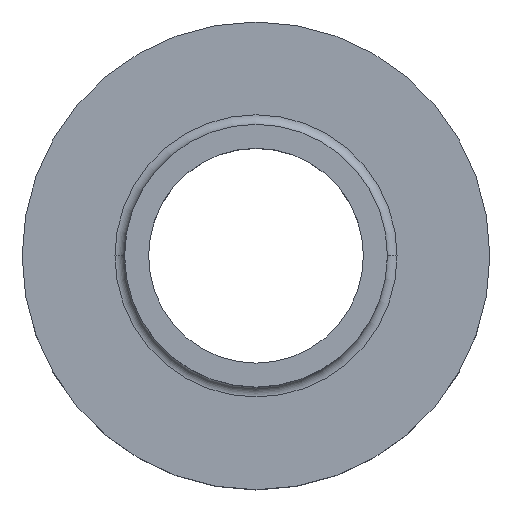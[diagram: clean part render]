
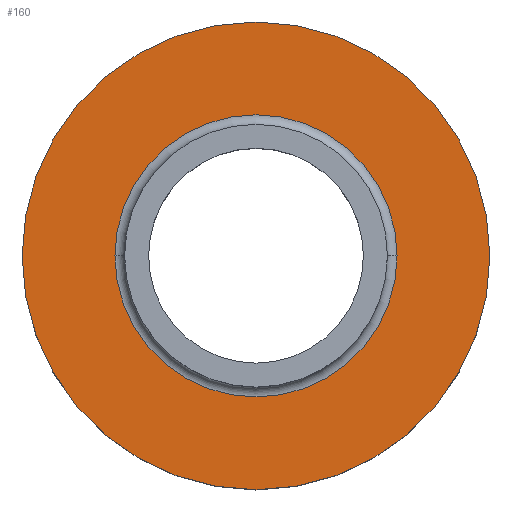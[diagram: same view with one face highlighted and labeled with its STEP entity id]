
A CAD part, top view. The second image highlights one B-rep face of the part: STEP entity #160.
In plain terms, the highlighted planar face has unit normal (0, 0, 1).
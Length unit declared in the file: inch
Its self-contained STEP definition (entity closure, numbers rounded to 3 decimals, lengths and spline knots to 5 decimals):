
#21 = DIRECTION ( 'NONE',  ( 0., 0., 1. ) ) ;
#23 = AXIS2_PLACEMENT_3D ( 'NONE', #498, #261, #354 ) ;
#30 = AXIS2_PLACEMENT_3D ( 'NONE', #519, #108, #338 ) ;
#44 = CIRCLE ( 'NONE', #224, 1.9 ) ;
#67 = DIRECTION ( 'NONE',  ( 1., 0., 0. ) ) ;
#93 = AXIS2_PLACEMENT_3D ( 'NONE', #405, #400, #393 ) ;
#108 = DIRECTION ( 'NONE',  ( 0., 0., 1. ) ) ;
#109 = CARTESIAN_POINT ( 'NONE',  ( 0., 0., -1.25 ) ) ;
#134 = VERTEX_POINT ( 'NONE', #366 ) ;
#160 = ADVANCED_FACE ( 'NONE', ( #265, #345 ), #527, .F. ) ;
#173 = CIRCLE ( 'NONE', #255, 3.15 ) ;
#178 = VERTEX_POINT ( 'NONE', #207 ) ;
#184 = EDGE_CURVE ( 'NONE', #390, #395, #201, .T. ) ;
#201 = CIRCLE ( 'NONE', #30, 1.9 ) ;
#207 = CARTESIAN_POINT ( 'NONE',  ( -3.15, 0., -1.25 ) ) ;
#223 = ORIENTED_EDGE ( 'NONE', *, *, #401, .F. ) ;
#224 = AXIS2_PLACEMENT_3D ( 'NONE', #109, #21, #67 ) ;
#228 = CIRCLE ( 'NONE', #93, 3.15 ) ;
#233 = CARTESIAN_POINT ( 'NONE',  ( 1.9, 0., -1.25 ) ) ;
#236 = CARTESIAN_POINT ( 'NONE',  ( -1.9, 0., -1.25 ) ) ;
#238 = DIRECTION ( 'NONE',  ( 1., 0., 0. ) ) ;
#248 = EDGE_CURVE ( 'NONE', #134, #178, #228, .T. ) ;
#255 = AXIS2_PLACEMENT_3D ( 'NONE', #377, #495, #238 ) ;
#261 = DIRECTION ( 'NONE',  ( 0., 0., -1. ) ) ;
#265 = FACE_BOUND ( 'NONE', #275, .T. ) ;
#275 = EDGE_LOOP ( 'NONE', ( #223, #446 ) ) ;
#285 = EDGE_LOOP ( 'NONE', ( #461, #368 ) ) ;
#338 = DIRECTION ( 'NONE',  ( 1., 0., 0. ) ) ;
#345 = FACE_OUTER_BOUND ( 'NONE', #285, .T. ) ;
#352 = EDGE_CURVE ( 'NONE', #178, #134, #173, .T. ) ;
#354 = DIRECTION ( 'NONE',  ( -1., 0., 0. ) ) ;
#366 = CARTESIAN_POINT ( 'NONE',  ( 3.15, 0., -1.25 ) ) ;
#368 = ORIENTED_EDGE ( 'NONE', *, *, #352, .T. ) ;
#377 = CARTESIAN_POINT ( 'NONE',  ( 0., 0., -1.25 ) ) ;
#390 = VERTEX_POINT ( 'NONE', #236 ) ;
#393 = DIRECTION ( 'NONE',  ( 1., 0., 0. ) ) ;
#395 = VERTEX_POINT ( 'NONE', #233 ) ;
#400 = DIRECTION ( 'NONE',  ( 0., 0., 1. ) ) ;
#401 = EDGE_CURVE ( 'NONE', #395, #390, #44, .T. ) ;
#405 = CARTESIAN_POINT ( 'NONE',  ( 0., 0., -1.25 ) ) ;
#446 = ORIENTED_EDGE ( 'NONE', *, *, #184, .F. ) ;
#461 = ORIENTED_EDGE ( 'NONE', *, *, #248, .T. ) ;
#495 = DIRECTION ( 'NONE',  ( 0., 0., 1. ) ) ;
#498 = CARTESIAN_POINT ( 'NONE',  ( 0., 1.9, -1.25 ) ) ;
#519 = CARTESIAN_POINT ( 'NONE',  ( 0., 0., -1.25 ) ) ;
#527 = PLANE ( 'NONE',  #23 ) ;
